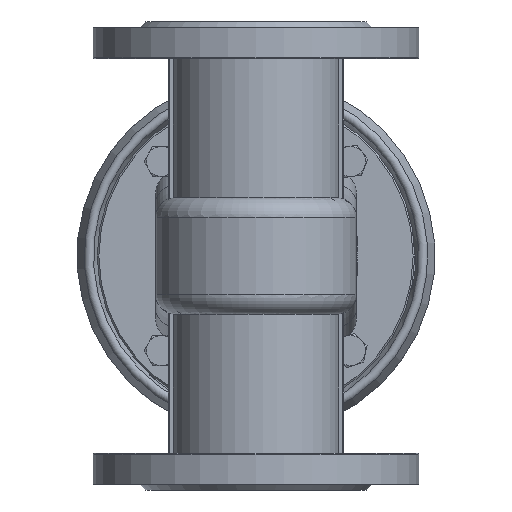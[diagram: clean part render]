
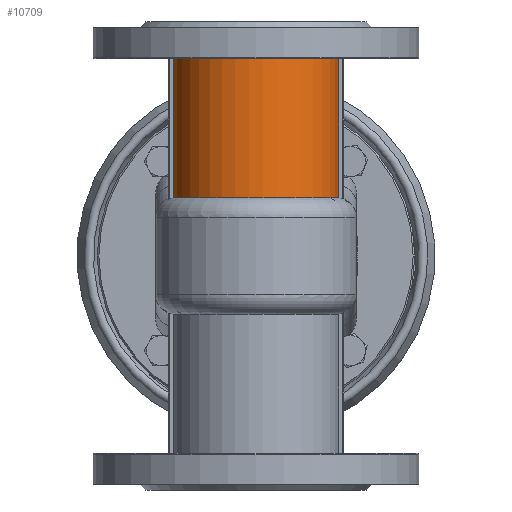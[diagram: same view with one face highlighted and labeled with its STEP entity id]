
A CAD part, front view. The second image highlights one B-rep face of the part: STEP entity #10709.
In plain terms, the highlighted cylindrical face has radius 50 mm (diameter 100 mm), a partial arc.
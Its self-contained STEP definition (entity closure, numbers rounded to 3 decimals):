
#993=CYLINDRICAL_SURFACE('',#11827,50.);
#1408=FACE_OUTER_BOUND('',#2089,.T.);
#2089=EDGE_LOOP('',(#8566,#8567,#8568,#8569,#8570,#8571,#8572,#8573));
#2767=LINE('',#18034,#3407);
#2769=LINE('',#18038,#3409);
#2814=LINE('',#18410,#3454);
#2816=LINE('',#18412,#3456);
#2826=LINE('',#18449,#3466);
#2827=LINE('',#18451,#3467);
#3407=VECTOR('',#13995,10.);
#3409=VECTOR('',#13997,10.);
#3454=VECTOR('',#14154,10.);
#3456=VECTOR('',#14156,10.);
#3466=VECTOR('',#14206,10.);
#3467=VECTOR('',#14209,10.);
#3968=CIRCLE('',#11790,50.);
#3980=CIRCLE('',#11822,50.);
#4745=VERTEX_POINT('',#18026);
#4746=VERTEX_POINT('',#18033);
#4747=VERTEX_POINT('',#18035);
#4748=VERTEX_POINT('',#18037);
#4790=VERTEX_POINT('',#18362);
#4795=VERTEX_POINT('',#18390);
#4798=VERTEX_POINT('',#18407);
#4799=VERTEX_POINT('',#18409);
#6005=EDGE_CURVE('',#4746,#4745,#2767,.T.);
#6007=EDGE_CURVE('',#4748,#4747,#2769,.T.);
#6072=EDGE_CURVE('',#4790,#4745,#3968,.T.);
#6092=EDGE_CURVE('',#4798,#4799,#2814,.T.);
#6094=EDGE_CURVE('',#4795,#4790,#2816,.T.);
#6108=EDGE_CURVE('',#4798,#4748,#3980,.T.);
#6113=EDGE_CURVE('',#4799,#4795,#2826,.T.);
#6114=EDGE_CURVE('',#4747,#4746,#2827,.T.);
#8566=ORIENTED_EDGE('',*,*,#6005,.T.);
#8567=ORIENTED_EDGE('',*,*,#6072,.F.);
#8568=ORIENTED_EDGE('',*,*,#6094,.F.);
#8569=ORIENTED_EDGE('',*,*,#6113,.F.);
#8570=ORIENTED_EDGE('',*,*,#6092,.F.);
#8571=ORIENTED_EDGE('',*,*,#6108,.T.);
#8572=ORIENTED_EDGE('',*,*,#6007,.T.);
#8573=ORIENTED_EDGE('',*,*,#6114,.T.);
#10709=ADVANCED_FACE('',(#1408),#993,.T.);
#11790=AXIS2_PLACEMENT_3D('',#18369,#14105,#14106);
#11822=AXIS2_PLACEMENT_3D('',#18440,#14193,#14194);
#11827=AXIS2_PLACEMENT_3D('',#18450,#14207,#14208);
#13995=DIRECTION('',(0.,0.,-1.));
#13997=DIRECTION('',(0.,0.,-1.));
#14105=DIRECTION('center_axis',(0.,0.,-1.));
#14106=DIRECTION('ref_axis',(1.,0.,0.));
#14154=DIRECTION('',(0.,0.,-1.));
#14156=DIRECTION('',(0.,0.,-1.));
#14193=DIRECTION('center_axis',(0.,0.,-1.));
#14194=DIRECTION('ref_axis',(1.,0.,0.));
#14206=DIRECTION('',(0.,0.,-1.));
#14207=DIRECTION('center_axis',(0.,0.,1.));
#14208=DIRECTION('ref_axis',(1.,0.,0.));
#14209=DIRECTION('',(0.,0.,-1.));
#18026=CARTESIAN_POINT('',(-49.434,-7.5,139.832));
#18033=CARTESIAN_POINT('',(-49.434,-7.5,140.));
#18034=CARTESIAN_POINT('',(-49.434,-7.5,190.));
#18035=CARTESIAN_POINT('',(-49.434,-7.5,190.));
#18037=CARTESIAN_POINT('',(-49.434,-7.5,223.));
#18038=CARTESIAN_POINT('',(-49.434,-7.5,190.));
#18362=CARTESIAN_POINT('',(49.434,-7.5,139.832));
#18369=CARTESIAN_POINT('Origin',(0.,0.,139.832));
#18390=CARTESIAN_POINT('',(49.434,-7.5,140.));
#18407=CARTESIAN_POINT('',(49.434,-7.5,223.));
#18409=CARTESIAN_POINT('',(49.434,-7.5,190.));
#18410=CARTESIAN_POINT('',(49.434,-7.5,190.));
#18412=CARTESIAN_POINT('',(49.434,-7.5,190.));
#18440=CARTESIAN_POINT('Origin',(0.,0.,223.));
#18449=CARTESIAN_POINT('',(49.434,-7.5,190.));
#18450=CARTESIAN_POINT('Origin',(0.,0.,190.));
#18451=CARTESIAN_POINT('',(-49.434,-7.5,190.));
